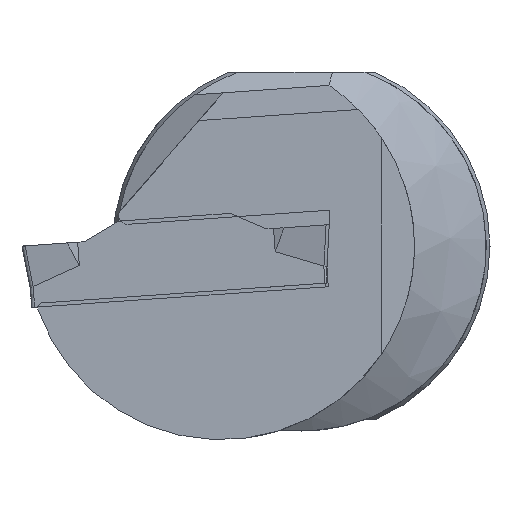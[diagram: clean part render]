
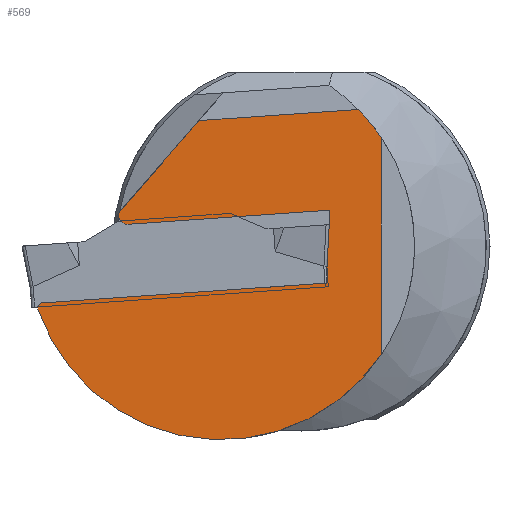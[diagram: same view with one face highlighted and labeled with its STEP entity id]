
A CAD part, left-side view. The second image highlights one B-rep face of the part: STEP entity #569.
In plain terms, the highlighted planar face has unit normal (-1, 0, 0).
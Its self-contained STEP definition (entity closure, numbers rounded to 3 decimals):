
#569=ADVANCED_FACE('',(#671),#620,.T.);
#620=PLANE('',#1636);
#671=FACE_OUTER_BOUND('',#730,.T.);
#730=EDGE_LOOP('',(#969,#970,#971,#972,#973,#974,#975,#976,#977,#978,#979));
#765=CIRCLE('',#1633,12.825);
#766=CIRCLE('',#1634,12.825);
#767=CIRCLE('',#1635,0.6);
#969=ORIENTED_EDGE('',*,*,#1309,.F.);
#970=ORIENTED_EDGE('',*,*,#1310,.T.);
#971=ORIENTED_EDGE('',*,*,#1311,.T.);
#972=ORIENTED_EDGE('',*,*,#1312,.F.);
#973=ORIENTED_EDGE('',*,*,#1313,.F.);
#974=ORIENTED_EDGE('',*,*,#1314,.F.);
#975=ORIENTED_EDGE('',*,*,#1315,.T.);
#976=ORIENTED_EDGE('',*,*,#1316,.T.);
#977=ORIENTED_EDGE('',*,*,#1317,.F.);
#978=ORIENTED_EDGE('',*,*,#1318,.F.);
#979=ORIENTED_EDGE('',*,*,#1319,.F.);
#1171=VERTEX_POINT('',#2295);
#1172=VERTEX_POINT('',#2296);
#1173=VERTEX_POINT('',#2298);
#1174=VERTEX_POINT('',#2300);
#1175=VERTEX_POINT('',#2302);
#1176=VERTEX_POINT('',#2304);
#1177=VERTEX_POINT('',#2306);
#1178=VERTEX_POINT('',#2308);
#1179=VERTEX_POINT('',#2310);
#1180=VERTEX_POINT('',#2312);
#1181=VERTEX_POINT('',#2314);
#1309=EDGE_CURVE('',#1171,#1172,#1435,.T.);
#1310=EDGE_CURVE('',#1171,#1173,#1436,.T.);
#1311=EDGE_CURVE('',#1173,#1174,#1437,.T.);
#1312=EDGE_CURVE('',#1175,#1174,#765,.T.);
#1313=EDGE_CURVE('',#1176,#1175,#1438,.T.);
#1314=EDGE_CURVE('',#1177,#1176,#766,.T.);
#1315=EDGE_CURVE('',#1177,#1178,#1439,.T.);
#1316=EDGE_CURVE('',#1178,#1179,#1440,.T.);
#1317=EDGE_CURVE('',#1180,#1179,#767,.T.);
#1318=EDGE_CURVE('',#1181,#1180,#1441,.T.);
#1319=EDGE_CURVE('',#1172,#1181,#1442,.T.);
#1435=LINE('',#2294,#1535);
#1436=LINE('',#2297,#1536);
#1437=LINE('',#2299,#1537);
#1438=LINE('',#2303,#1538);
#1439=LINE('',#2307,#1539);
#1440=LINE('',#2309,#1540);
#1441=LINE('',#2313,#1541);
#1442=LINE('',#2315,#1542);
#1535=VECTOR('',#1867,1.);
#1536=VECTOR('',#1868,1.);
#1537=VECTOR('',#1869,1.);
#1538=VECTOR('',#1872,1.);
#1539=VECTOR('',#1875,1.);
#1540=VECTOR('',#1876,1.);
#1541=VECTOR('',#1879,1.);
#1542=VECTOR('',#1880,1.);
#1633=AXIS2_PLACEMENT_3D('',#2301,#1870,#1871);
#1634=AXIS2_PLACEMENT_3D('',#2305,#1873,#1874);
#1635=AXIS2_PLACEMENT_3D('',#2311,#1877,#1878);
#1636=AXIS2_PLACEMENT_3D('',#2316,#1881,#1882);
#1867=DIRECTION('',(0.,-0.998,0.07));
#1868=DIRECTION('',(0.,0.656,-0.755));
#1869=DIRECTION('',(0.,-0.191,-0.982));
#1870=DIRECTION('',(1.,0.,0.));
#1871=DIRECTION('',(0.,0.,1.));
#1872=DIRECTION('',(0.,0.,-1.));
#1873=DIRECTION('',(1.,0.,0.));
#1874=DIRECTION('',(0.,0.,1.));
#1875=DIRECTION('',(0.,0.998,-0.07));
#1876=DIRECTION('',(0.,0.656,-0.755));
#1877=DIRECTION('',(1.,0.,0.));
#1878=DIRECTION('',(0.,0.,1.));
#1879=DIRECTION('',(0.,0.998,-0.07));
#1880=DIRECTION('',(0.,-0.052,0.999));
#1881=DIRECTION('',(-1.,0.,0.));
#1882=DIRECTION('',(0.,0.,1.));
#2294=CARTESIAN_POINT('',(0.3,-0.179,-2.553));
#2295=CARTESIAN_POINT('',(0.3,17.284,-3.774));
#2296=CARTESIAN_POINT('',(0.3,-1.647,-2.451));
#2297=CARTESIAN_POINT('',(0.3,7.976,6.933));
#2298=CARTESIAN_POINT('',(0.3,17.474,-3.994));
#2299=CARTESIAN_POINT('',(0.3,17.586,-3.418));
#2300=CARTESIAN_POINT('',(0.3,17.424,-4.255));
#2301=CARTESIAN_POINT('',(0.3,5.325,0.));
#2302=CARTESIAN_POINT('',(0.3,-5.3,-7.183));
#2303=CARTESIAN_POINT('',(0.3,-5.3,0.));
#2304=CARTESIAN_POINT('',(0.3,-5.3,7.183));
#2305=CARTESIAN_POINT('',(0.3,5.325,0.));
#2306=CARTESIAN_POINT('',(0.3,-3.763,9.05));
#2307=CARTESIAN_POINT('',(0.3,0.611,8.744));
#2308=CARTESIAN_POINT('',(0.3,6.777,8.313));
#2309=CARTESIAN_POINT('',(0.3,7.976,6.933));
#2310=CARTESIAN_POINT('',(0.3,12.07,2.223));
#2311=CARTESIAN_POINT('',(0.3,11.498,2.043));
#2312=CARTESIAN_POINT('',(0.3,11.456,1.445));
#2313=CARTESIAN_POINT('',(0.3,0.156,2.235));
#2314=CARTESIAN_POINT('',(0.3,-1.9,2.379));
#2315=CARTESIAN_POINT('',(0.3,-1.771,-0.093));
#2316=CARTESIAN_POINT('',(0.3,0.,0.));
